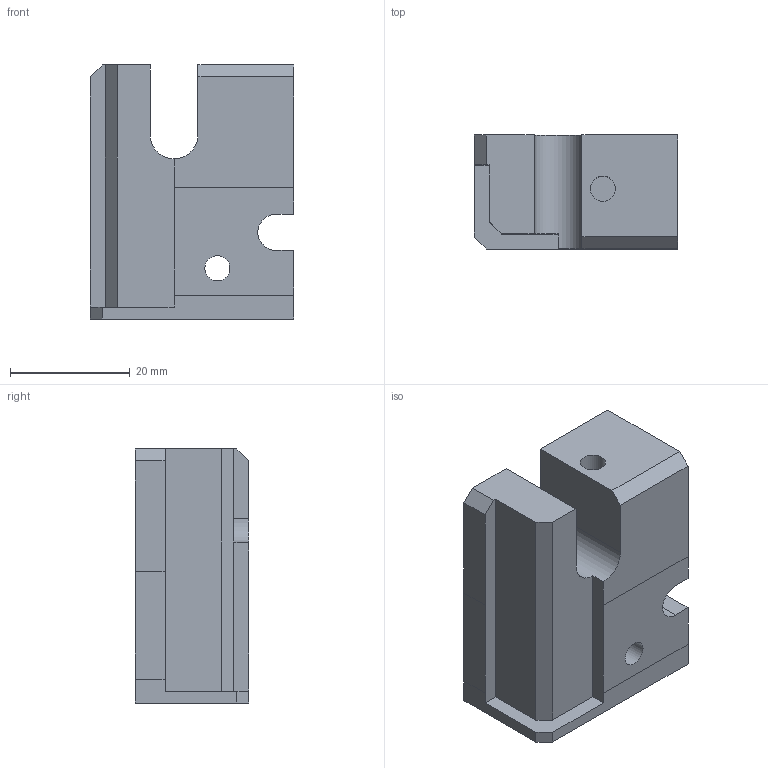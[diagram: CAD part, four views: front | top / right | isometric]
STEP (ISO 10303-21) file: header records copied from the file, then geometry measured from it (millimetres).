
FILE_DESCRIPTION(('FreeCAD Model'),'2;1');
FILE_NAME('Open CASCADE Shape Model','2024-11-15T12:19:02',(''),(''), 'Open CASCADE STEP processor 7.6','FreeCAD','Unknown');
FILE_SCHEMA(('AUTOMOTIVE_DESIGN { 1 0 10303 214 1 1 1 1 }'));
Length unit declared in the file: millimetre
Products named in the file (1): Тело
Bounding box: 34 x 19 x 42.5 mm (x, y, z)
Volume: 17995.7 mm3; surface area: 7599.7 mm2
Topology: 1 solids, 1 shells, 69 faces, 186 edges, 120 vertices
Faces by surface type: plane 61, cylinder 8
Full cylindrical faces by diameter (mm): 4.2 x2, 5 x3
Entity records: 4598 total; most frequent: CARTESIAN_POINT 796, DIRECTION 706, LINE 527, VECTOR 527, ORIENTED_EDGE 372, PCURVE 372, DEFINITIONAL_REPRESENTATION 372, EDGE_CURVE 186
